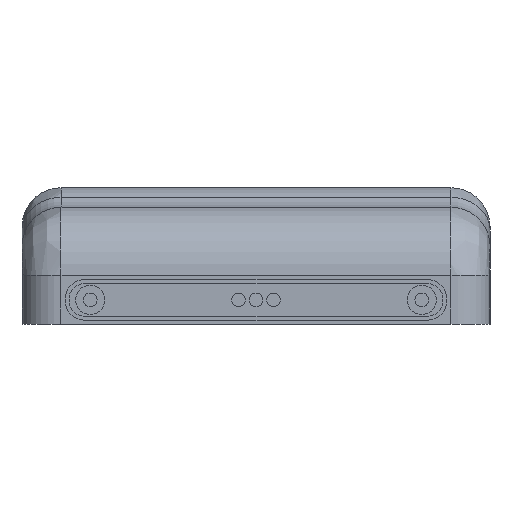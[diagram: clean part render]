
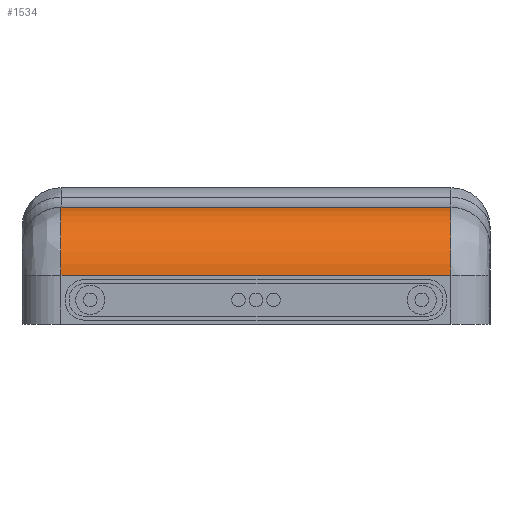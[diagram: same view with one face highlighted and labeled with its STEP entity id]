
A CAD part, left-side view. The second image highlights one B-rep face of the part: STEP entity #1534.
In plain terms, the highlighted cylindrical face has radius 3.5 mm (diameter 7 mm), a partial arc.
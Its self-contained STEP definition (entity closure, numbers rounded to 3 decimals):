
#146=FACE_OUTER_BOUND('',#257,.T.);
#257=EDGE_LOOP('',(#1164,#1165,#1166,#1167));
#352=LINE('',#2489,#463);
#374=LINE('',#2609,#485);
#463=VECTOR('',#1931,10.);
#485=VECTOR('',#2031,10.);
#566=CIRCLE('',#1647,3.5);
#608=CIRCLE('',#1703,3.5);
#672=VERTEX_POINT('',#2390);
#674=VERTEX_POINT('',#2403);
#693=VERTEX_POINT('',#2488);
#714=VERTEX_POINT('',#2570);
#812=EDGE_CURVE('',#674,#672,#566,.T.);
#842=EDGE_CURVE('',#693,#672,#352,.T.);
#874=EDGE_CURVE('',#693,#714,#608,.T.);
#888=EDGE_CURVE('',#674,#714,#374,.T.);
#1164=ORIENTED_EDGE('',*,*,#812,.F.);
#1165=ORIENTED_EDGE('',*,*,#888,.T.);
#1166=ORIENTED_EDGE('',*,*,#874,.F.);
#1167=ORIENTED_EDGE('',*,*,#842,.T.);
#1472=CYLINDRICAL_SURFACE('',#1714,3.5);
#1534=ADVANCED_FACE('',(#146),#1472,.T.);
#1647=AXIS2_PLACEMENT_3D('',#2405,#1864,#1865);
#1703=AXIS2_PLACEMENT_3D('',#2585,#1996,#1997);
#1714=AXIS2_PLACEMENT_3D('',#2608,#2029,#2030);
#1864=DIRECTION('center_axis',(0.,-1.,0.));
#1865=DIRECTION('ref_axis',(-0.707,0.,0.707));
#1931=DIRECTION('',(0.,-1.,0.));
#1996=DIRECTION('center_axis',(0.,1.,0.));
#1997=DIRECTION('ref_axis',(-0.707,0.,0.707));
#2029=DIRECTION('center_axis',(0.,1.,0.));
#2030=DIRECTION('ref_axis',(-0.707,0.,0.707));
#2031=DIRECTION('',(0.,1.,0.));
#2390=CARTESIAN_POINT('',(-22.5,-10.,2.5));
#2403=CARTESIAN_POINT('',(-19.,-10.,6.));
#2405=CARTESIAN_POINT('Origin',(-19.,-10.,2.5));
#2488=CARTESIAN_POINT('',(-22.5,10.,2.5));
#2489=CARTESIAN_POINT('',(-22.5,0.,2.5));
#2570=CARTESIAN_POINT('',(-19.,10.,6.));
#2585=CARTESIAN_POINT('Origin',(-19.,10.,2.5));
#2608=CARTESIAN_POINT('Origin',(-19.,0.,2.5));
#2609=CARTESIAN_POINT('',(-19.,0.,6.));
